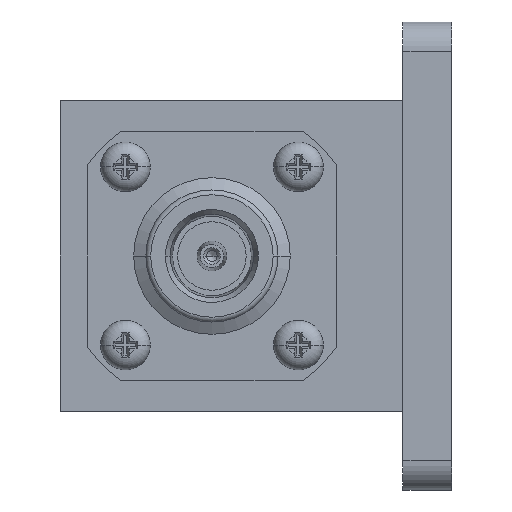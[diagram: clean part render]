
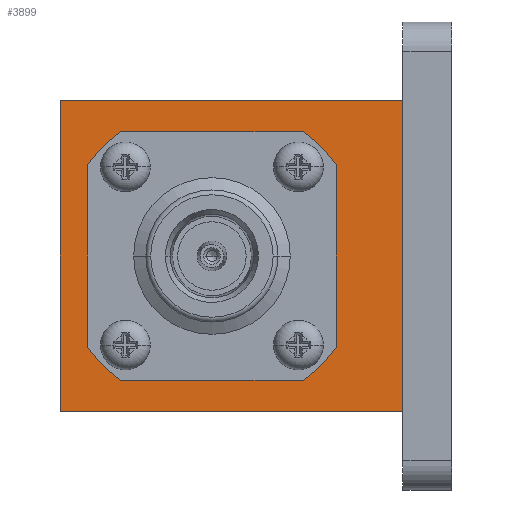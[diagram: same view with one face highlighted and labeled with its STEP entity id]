
A CAD part, front view. The second image highlights one B-rep face of the part: STEP entity #3899.
In plain terms, the highlighted planar face has unit normal (0, -1, 0).
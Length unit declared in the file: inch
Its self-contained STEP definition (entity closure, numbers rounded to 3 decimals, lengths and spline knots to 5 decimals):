
#42 = DIRECTION ( 'NONE',  ( 0., 1., 0. ) ) ;
#55 = CARTESIAN_POINT ( 'NONE',  ( -1.46458, -0.3125, -0.36677 ) ) ;
#89 = ORIENTED_EDGE ( 'NONE', *, *, #2882, .T. ) ;
#97 = LINE ( 'NONE', #2586, #463 ) ;
#199 = CIRCLE ( 'NONE', #3509, 0.62 ) ;
#202 = ORIENTED_EDGE ( 'NONE', *, *, #3485, .F. ) ;
#214 = CARTESIAN_POINT ( 'NONE',  ( -1.5749, -0.3125, 0.625 ) ) ;
#259 = DIRECTION ( 'NONE',  ( 0., 0., -1. ) ) ;
#380 = CARTESIAN_POINT ( 'NONE',  ( -1.46458, -0.3125, 0.36677 ) ) ;
#389 = VECTOR ( 'NONE', #5478, 39.37008 ) ;
#399 = CARTESIAN_POINT ( 'NONE',  ( -1.5749, -0.3125, 0.625 ) ) ;
#406 = VECTOR ( 'NONE', #4330, 39.37008 ) ;
#443 = CARTESIAN_POINT ( 'NONE',  ( -0.46482, -0.3125, -0.36677 ) ) ;
#463 = VECTOR ( 'NONE', #3089, 39.37008 ) ;
#475 = VECTOR ( 'NONE', #3495, 39.37008 ) ;
#569 = EDGE_CURVE ( 'NONE', #1078, #4809, #3576, .T. ) ;
#580 = ORIENTED_EDGE ( 'NONE', *, *, #3722, .T. ) ;
#581 = CARTESIAN_POINT ( 'NONE',  ( -0.197, -0.3125, -0.625 ) ) ;
#633 = VERTEX_POINT ( 'NONE', #214 ) ;
#650 = CARTESIAN_POINT ( 'NONE',  ( -1.5749, -0.3125, -0.625 ) ) ;
#698 = VERTEX_POINT ( 'NONE', #3959 ) ;
#703 = LINE ( 'NONE', #650, #475 ) ;
#717 = CARTESIAN_POINT ( 'NONE',  ( 0., -0.3125, 0.5 ) ) ;
#804 = CARTESIAN_POINT ( 'NONE',  ( -1.33131, -0.3125, -0.5 ) ) ;
#806 = PLANE ( 'NONE',  #5571 ) ;
#848 = LINE ( 'NONE', #3907, #3781 ) ;
#857 = EDGE_LOOP ( 'NONE', ( #2693, #202, #2435, #4723 ) ) ;
#877 = CARTESIAN_POINT ( 'NONE',  ( -0.9647, -0.3125, 0. ) ) ;
#930 = CARTESIAN_POINT ( 'NONE',  ( -0.9647, -0.3125, 0. ) ) ;
#985 = LINE ( 'NONE', #581, #406 ) ;
#1078 = VERTEX_POINT ( 'NONE', #1395 ) ;
#1102 = CIRCLE ( 'NONE', #3149, 0.62 ) ;
#1126 = CIRCLE ( 'NONE', #4001, 0.62 ) ;
#1337 = DIRECTION ( 'NONE',  ( 1., 0., 0. ) ) ;
#1348 = DIRECTION ( 'NONE',  ( 0., 0., 1. ) ) ;
#1395 = CARTESIAN_POINT ( 'NONE',  ( -0.59809, -0.3125, 0.5 ) ) ;
#1404 = CARTESIAN_POINT ( 'NONE',  ( -0.59809, -0.3125, -0.5 ) ) ;
#1440 = VERTEX_POINT ( 'NONE', #443 ) ;
#1539 = DIRECTION ( 'NONE',  ( 0., 0., 1. ) ) ;
#1667 = VERTEX_POINT ( 'NONE', #1404 ) ;
#1735 = DIRECTION ( 'NONE',  ( -1., 0., 0. ) ) ;
#1782 = EDGE_CURVE ( 'NONE', #2241, #633, #97, .T. ) ;
#2187 = EDGE_CURVE ( 'NONE', #5088, #4734, #2887, .T. ) ;
#2241 = VERTEX_POINT ( 'NONE', #3213 ) ;
#2275 = AXIS2_PLACEMENT_3D ( 'NONE', #4730, #2451, #1539 ) ;
#2333 = EDGE_CURVE ( 'NONE', #1440, #1667, #1126, .T. ) ;
#2358 = CARTESIAN_POINT ( 'NONE',  ( -1.33131, -0.3125, 0.5 ) ) ;
#2385 = LINE ( 'NONE', #4460, #3415 ) ;
#2435 = ORIENTED_EDGE ( 'NONE', *, *, #1782, .F. ) ;
#2451 = DIRECTION ( 'NONE',  ( 0., 1., 0. ) ) ;
#2544 = LINE ( 'NONE', #717, #2912 ) ;
#2586 = CARTESIAN_POINT ( 'NONE',  ( -1.5749, -0.3125, -0.625 ) ) ;
#2693 = ORIENTED_EDGE ( 'NONE', *, *, #5754, .T. ) ;
#2859 = LINE ( 'NONE', #399, #4028 ) ;
#2882 = EDGE_CURVE ( 'NONE', #5689, #4734, #1102, .T. ) ;
#2887 = LINE ( 'NONE', #5059, #389 ) ;
#2912 = VECTOR ( 'NONE', #1735, 39.37008 ) ;
#2987 = EDGE_LOOP ( 'NONE', ( #4774, #3802, #5041, #3391, #4023, #89, #4305, #580 ) ) ;
#3089 = DIRECTION ( 'NONE',  ( 0., 0., 1. ) ) ;
#3149 = AXIS2_PLACEMENT_3D ( 'NONE', #877, #4165, #1348 ) ;
#3213 = CARTESIAN_POINT ( 'NONE',  ( -1.5749, -0.3125, -0.625 ) ) ;
#3283 = FACE_BOUND ( 'NONE', #2987, .T. ) ;
#3354 = FACE_OUTER_BOUND ( 'NONE', #857, .T. ) ;
#3391 = ORIENTED_EDGE ( 'NONE', *, *, #2333, .T. ) ;
#3415 = VECTOR ( 'NONE', #259, 39.37008 ) ;
#3460 = DIRECTION ( 'NONE',  ( -1., 0., 0. ) ) ;
#3485 = EDGE_CURVE ( 'NONE', #633, #3732, #2859, .T. ) ;
#3495 = DIRECTION ( 'NONE',  ( 1., 0., 0. ) ) ;
#3509 = AXIS2_PLACEMENT_3D ( 'NONE', #3892, #5204, #4746 ) ;
#3565 = CARTESIAN_POINT ( 'NONE',  ( -1.5749, -0.3125, -0.625 ) ) ;
#3576 = CIRCLE ( 'NONE', #2275, 0.62 ) ;
#3593 = VERTEX_POINT ( 'NONE', #2358 ) ;
#3722 = EDGE_CURVE ( 'NONE', #5088, #3593, #199, .T. ) ;
#3732 = VERTEX_POINT ( 'NONE', #4348 ) ;
#3775 = DIRECTION ( 'NONE',  ( 0., 0., 1. ) ) ;
#3781 = VECTOR ( 'NONE', #3460, 39.37008 ) ;
#3802 = ORIENTED_EDGE ( 'NONE', *, *, #569, .T. ) ;
#3892 = CARTESIAN_POINT ( 'NONE',  ( -0.9647, -0.3125, 0. ) ) ;
#3899 = ADVANCED_FACE ( 'NONE', ( #3283, #3354 ), #806, .F. ) ;
#3907 = CARTESIAN_POINT ( 'NONE',  ( 0., -0.3125, -0.5 ) ) ;
#3959 = CARTESIAN_POINT ( 'NONE',  ( -0.197, -0.3125, -0.625 ) ) ;
#4001 = AXIS2_PLACEMENT_3D ( 'NONE', #930, #42, #3775 ) ;
#4015 = DIRECTION ( 'NONE',  ( 0., 1., 0. ) ) ;
#4023 = ORIENTED_EDGE ( 'NONE', *, *, #5476, .T. ) ;
#4028 = VECTOR ( 'NONE', #1337, 39.37008 ) ;
#4165 = DIRECTION ( 'NONE',  ( 0., 1., 0. ) ) ;
#4305 = ORIENTED_EDGE ( 'NONE', *, *, #2187, .F. ) ;
#4330 = DIRECTION ( 'NONE',  ( 0., 0., 1. ) ) ;
#4348 = CARTESIAN_POINT ( 'NONE',  ( -0.197, -0.3125, 0.625 ) ) ;
#4460 = CARTESIAN_POINT ( 'NONE',  ( -0.46482, -0.3125, 0.5 ) ) ;
#4685 = CARTESIAN_POINT ( 'NONE',  ( -0.46482, -0.3125, 0.36677 ) ) ;
#4723 = ORIENTED_EDGE ( 'NONE', *, *, #5978, .T. ) ;
#4730 = CARTESIAN_POINT ( 'NONE',  ( -0.9647, -0.3125, 0. ) ) ;
#4734 = VERTEX_POINT ( 'NONE', #55 ) ;
#4746 = DIRECTION ( 'NONE',  ( 0., 0., 1. ) ) ;
#4774 = ORIENTED_EDGE ( 'NONE', *, *, #5525, .F. ) ;
#4809 = VERTEX_POINT ( 'NONE', #4685 ) ;
#4942 = EDGE_CURVE ( 'NONE', #4809, #1440, #2385, .T. ) ;
#5041 = ORIENTED_EDGE ( 'NONE', *, *, #4942, .T. ) ;
#5059 = CARTESIAN_POINT ( 'NONE',  ( -1.46458, -0.3125, 0.5 ) ) ;
#5088 = VERTEX_POINT ( 'NONE', #380 ) ;
#5204 = DIRECTION ( 'NONE',  ( 0., 1., 0. ) ) ;
#5454 = DIRECTION ( 'NONE',  ( 0., 0., 1. ) ) ;
#5476 = EDGE_CURVE ( 'NONE', #1667, #5689, #848, .T. ) ;
#5478 = DIRECTION ( 'NONE',  ( 0., 0., -1. ) ) ;
#5525 = EDGE_CURVE ( 'NONE', #1078, #3593, #2544, .T. ) ;
#5571 = AXIS2_PLACEMENT_3D ( 'NONE', #3565, #4015, #5454 ) ;
#5689 = VERTEX_POINT ( 'NONE', #804 ) ;
#5754 = EDGE_CURVE ( 'NONE', #698, #3732, #985, .T. ) ;
#5978 = EDGE_CURVE ( 'NONE', #2241, #698, #703, .T. ) ;
